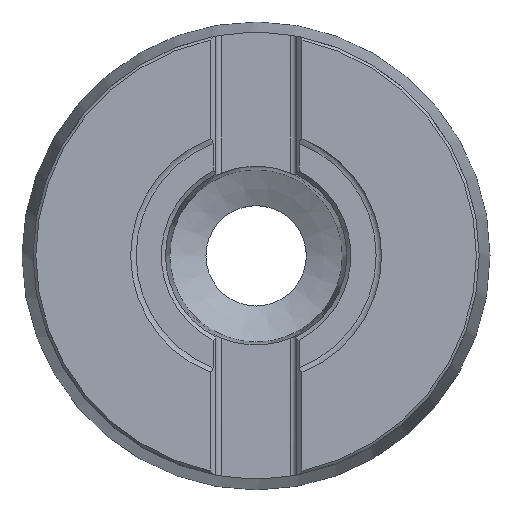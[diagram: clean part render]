
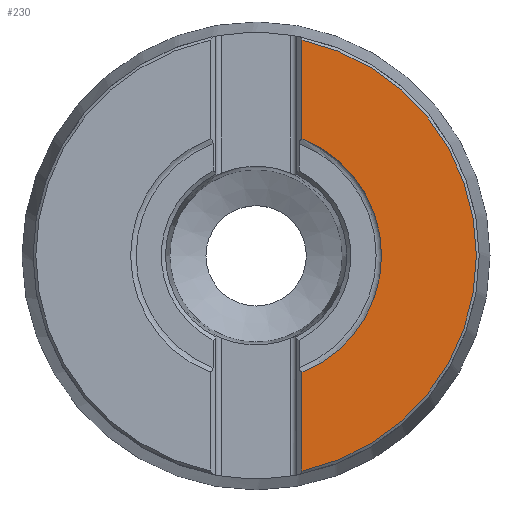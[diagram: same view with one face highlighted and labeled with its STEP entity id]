
A CAD part, top view. The second image highlights one B-rep face of the part: STEP entity #230.
In plain terms, the highlighted planar face has unit normal (0, 0, 1).
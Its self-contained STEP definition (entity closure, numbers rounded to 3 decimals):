
#104=FACE_OUTER_BOUND('',#366,.T.);
#128=LINE('',#1416,#152);
#129=LINE('',#1421,#153);
#152=VECTOR('',#1055,1.);
#153=VECTOR('',#1058,1.);
#193=PLANE('',#930);
#230=ADVANCED_FACE('',(#104),#193,.F.);
#366=EDGE_LOOP('',(#443,#444,#445,#446));
#443=ORIENTED_EDGE('',*,*,#689,.F.);
#444=ORIENTED_EDGE('',*,*,#690,.T.);
#445=ORIENTED_EDGE('',*,*,#691,.F.);
#446=ORIENTED_EDGE('',*,*,#692,.T.);
#621=VERTEX_POINT('',#1417);
#622=VERTEX_POINT('',#1418);
#623=VERTEX_POINT('',#1420);
#624=VERTEX_POINT('',#1422);
#689=EDGE_CURVE('',#621,#622,#128,.T.);
#690=EDGE_CURVE('',#621,#623,#773,.T.);
#691=EDGE_CURVE('',#624,#623,#129,.T.);
#692=EDGE_CURVE('',#624,#622,#774,.T.);
#773=CIRCLE('',#928,39.5);
#774=CIRCLE('',#929,22.5);
#928=AXIS2_PLACEMENT_3D('',#1419,#1056,#1057);
#929=AXIS2_PLACEMENT_3D('',#1423,#1059,#1060);
#930=AXIS2_PLACEMENT_3D('',#1424,#1061,#1062);
#1055=DIRECTION('',(0.,1.,0.));
#1056=DIRECTION('',(0.,0.,1.));
#1057=DIRECTION('',(1.,0.,0.));
#1058=DIRECTION('',(0.,1.,0.));
#1059=DIRECTION('',(0.,0.,-1.));
#1060=DIRECTION('',(-1.,0.,0.));
#1061=DIRECTION('',(0.,0.,-1.));
#1062=DIRECTION('',(1.,0.,0.));
#1416=CARTESIAN_POINT('',(8.228,-59.25,0.));
#1417=CARTESIAN_POINT('',(8.228,-38.634,0.));
#1418=CARTESIAN_POINT('',(8.228,-20.942,0.));
#1419=CARTESIAN_POINT('',(0.,0.,0.));
#1420=CARTESIAN_POINT('',(8.228,38.634,0.));
#1421=CARTESIAN_POINT('',(8.228,-59.25,0.));
#1422=CARTESIAN_POINT('',(8.228,20.942,0.));
#1423=CARTESIAN_POINT('',(0.,0.,0.));
#1424=CARTESIAN_POINT('',(39.5,0.,0.));
